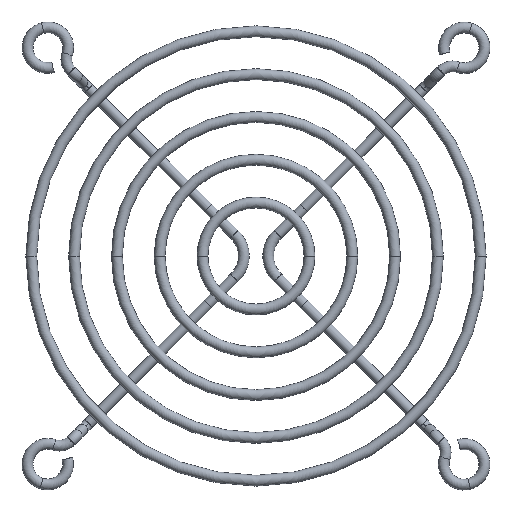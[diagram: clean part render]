
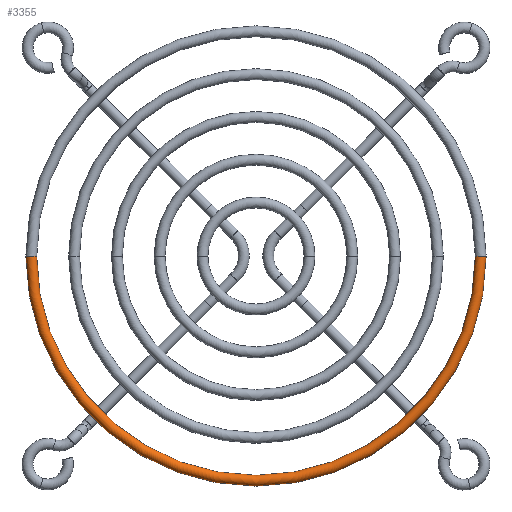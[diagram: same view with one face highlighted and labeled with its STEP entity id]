
A CAD part, top view. The second image highlights one B-rep face of the part: STEP entity #3355.
In plain terms, the highlighted toroidal (fillet/blend) face has major radius 33.2 mm and minor radius 0.8 mm.
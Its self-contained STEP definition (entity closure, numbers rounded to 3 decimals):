
#73 = CIRCLE ( 'NONE', #3611, 34. ) ;
#91 = CARTESIAN_POINT ( 'NONE',  ( 0., 0., 0. ) ) ;
#105 = ORIENTED_EDGE ( 'NONE', *, *, #2415, .T. ) ;
#255 = AXIS2_PLACEMENT_3D ( 'NONE', #91, #2124, #998 ) ;
#385 = DIRECTION ( 'NONE',  ( 1., 0., 0. ) ) ;
#536 = CIRCLE ( 'NONE', #966, 0.8 ) ;
#549 = EDGE_LOOP ( 'NONE', ( #2864, #105, #1618, #2463 ) ) ;
#666 = CARTESIAN_POINT ( 'NONE',  ( 0., 0., 0. ) ) ;
#734 = DIRECTION ( 'NONE',  ( 0., -1., 0. ) ) ;
#759 = CARTESIAN_POINT ( 'NONE',  ( -33.2, 0., 0. ) ) ;
#791 = CARTESIAN_POINT ( 'NONE',  ( 32.4, 0., 0. ) ) ;
#922 = CARTESIAN_POINT ( 'NONE',  ( 0., 0., 0. ) ) ;
#966 = AXIS2_PLACEMENT_3D ( 'NONE', #759, #734, #2766 ) ;
#998 = DIRECTION ( 'NONE',  ( 1., 0., 0. ) ) ;
#1069 = CIRCLE ( 'NONE', #255, 32.4 ) ;
#1375 = VERTEX_POINT ( 'NONE', #3295 ) ;
#1530 = DIRECTION ( 'NONE',  ( 0., 0., -1. ) ) ;
#1618 = ORIENTED_EDGE ( 'NONE', *, *, #3154, .F. ) ;
#1663 = CARTESIAN_POINT ( 'NONE',  ( 33.2, 0., 0. ) ) ;
#1802 = VERTEX_POINT ( 'NONE', #2320 ) ;
#1831 = AXIS2_PLACEMENT_3D ( 'NONE', #922, #1530, #3546 ) ;
#2124 = DIRECTION ( 'NONE',  ( 0., 0., -1. ) ) ;
#2159 = CARTESIAN_POINT ( 'NONE',  ( 34., 0., 0. ) ) ;
#2266 = AXIS2_PLACEMENT_3D ( 'NONE', #1663, #3389, #3113 ) ;
#2291 = FACE_OUTER_BOUND ( 'NONE', #549, .T. ) ;
#2314 = VERTEX_POINT ( 'NONE', #2159 ) ;
#2320 = CARTESIAN_POINT ( 'NONE',  ( -34., 0., 0. ) ) ;
#2403 = DIRECTION ( 'NONE',  ( 0., 0., -1. ) ) ;
#2415 = EDGE_CURVE ( 'NONE', #1375, #1802, #536, .T. ) ;
#2463 = ORIENTED_EDGE ( 'NONE', *, *, #2510, .F. ) ;
#2510 = EDGE_CURVE ( 'NONE', #3310, #2314, #3744, .T. ) ;
#2753 = EDGE_CURVE ( 'NONE', #3310, #1375, #1069, .T. ) ;
#2766 = DIRECTION ( 'NONE',  ( 1., 0., 0. ) ) ;
#2864 = ORIENTED_EDGE ( 'NONE', *, *, #2753, .T. ) ;
#2973 = TOROIDAL_SURFACE ( 'NONE', #1831, 33.2, 0.8 ) ;
#3113 = DIRECTION ( 'NONE',  ( -1., 0., 0. ) ) ;
#3154 = EDGE_CURVE ( 'NONE', #2314, #1802, #73, .T. ) ;
#3295 = CARTESIAN_POINT ( 'NONE',  ( -32.4, 0., 0. ) ) ;
#3310 = VERTEX_POINT ( 'NONE', #791 ) ;
#3355 = ADVANCED_FACE ( 'NONE', ( #2291 ), #2973, .T. ) ;
#3389 = DIRECTION ( 'NONE',  ( 0., 1., 0. ) ) ;
#3546 = DIRECTION ( 'NONE',  ( 1., 0., 0. ) ) ;
#3611 = AXIS2_PLACEMENT_3D ( 'NONE', #666, #2403, #385 ) ;
#3744 = CIRCLE ( 'NONE', #2266, 0.8 ) ;
